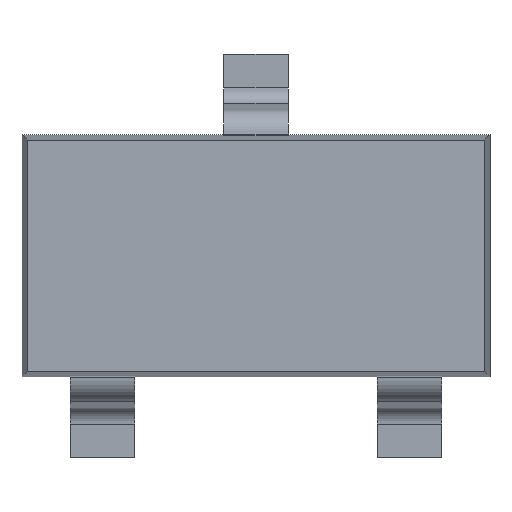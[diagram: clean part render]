
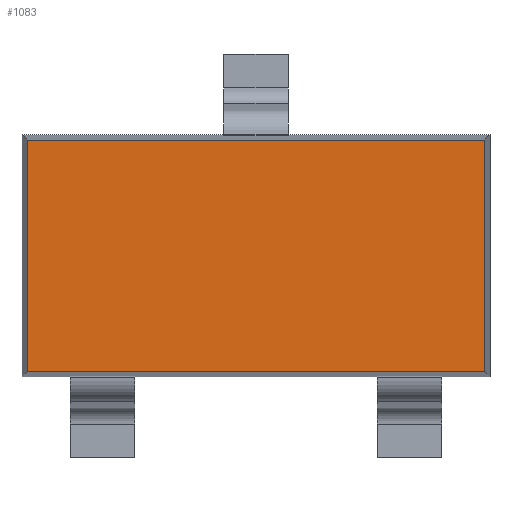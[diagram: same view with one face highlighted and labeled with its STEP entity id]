
A CAD part, top view. The second image highlights one B-rep face of the part: STEP entity #1083.
In plain terms, the highlighted planar face has unit normal (0, 0, 1).
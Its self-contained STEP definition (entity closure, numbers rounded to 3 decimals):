
#27 = VERTEX_POINT ( 'NONE', #963 ) ;
#44 = FACE_OUTER_BOUND ( 'NONE', #1408, .T. ) ;
#167 = CARTESIAN_POINT ( 'NONE',  ( 0., 0., 1.15 ) ) ;
#200 = EDGE_CURVE ( 'NONE', #1123, #1075, #998, .T. ) ;
#201 = VERTEX_POINT ( 'NONE', #1436 ) ;
#240 = DIRECTION ( 'NONE',  ( 0., -1., 0. ) ) ;
#319 = LINE ( 'NONE', #887, #1382 ) ;
#342 = ORIENTED_EDGE ( 'NONE', *, *, #200, .T. ) ;
#347 = CARTESIAN_POINT ( 'NONE',  ( 1.417, -0.717, 1.15 ) ) ;
#348 = LINE ( 'NONE', #1170, #359 ) ;
#359 = VECTOR ( 'NONE', #240, 1000. ) ;
#433 = EDGE_CURVE ( 'NONE', #1075, #201, #519, .T. ) ;
#504 = PLANE ( 'NONE',  #1215 ) ;
#519 = LINE ( 'NONE', #636, #888 ) ;
#610 = ORIENTED_EDGE ( 'NONE', *, *, #907, .T. ) ;
#635 = EDGE_CURVE ( 'NONE', #27, #1123, #348, .T. ) ;
#636 = CARTESIAN_POINT ( 'NONE',  ( 1.417, 0.75, 1.15 ) ) ;
#668 = DIRECTION ( 'NONE',  ( -1., 0., 0. ) ) ;
#732 = DIRECTION ( 'NONE',  ( 1., 0., 0. ) ) ;
#733 = CARTESIAN_POINT ( 'NONE',  ( 1.45, -0.717, 1.15 ) ) ;
#887 = CARTESIAN_POINT ( 'NONE',  ( -1.45, 0.717, 1.15 ) ) ;
#888 = VECTOR ( 'NONE', #1203, 1000. ) ;
#907 = EDGE_CURVE ( 'NONE', #201, #27, #319, .T. ) ;
#948 = ORIENTED_EDGE ( 'NONE', *, *, #433, .T. ) ;
#963 = CARTESIAN_POINT ( 'NONE',  ( -1.417, 0.717, 1.15 ) ) ;
#975 = DIRECTION ( 'NONE',  ( 0., 0., 1. ) ) ;
#998 = LINE ( 'NONE', #733, #1252 ) ;
#1075 = VERTEX_POINT ( 'NONE', #347 ) ;
#1083 = ADVANCED_FACE ( 'NONE', ( #44 ), #504, .T. ) ;
#1094 = CARTESIAN_POINT ( 'NONE',  ( -1.417, -0.717, 1.15 ) ) ;
#1123 = VERTEX_POINT ( 'NONE', #1094 ) ;
#1170 = CARTESIAN_POINT ( 'NONE',  ( -1.417, -0.75, 1.15 ) ) ;
#1200 = DIRECTION ( 'NONE',  ( 1., 0., 0. ) ) ;
#1203 = DIRECTION ( 'NONE',  ( 0., 1., 0. ) ) ;
#1215 = AXIS2_PLACEMENT_3D ( 'NONE', #167, #975, #732 ) ;
#1252 = VECTOR ( 'NONE', #1200, 1000. ) ;
#1382 = VECTOR ( 'NONE', #668, 1000. ) ;
#1408 = EDGE_LOOP ( 'NONE', ( #342, #948, #610, #1417 ) ) ;
#1417 = ORIENTED_EDGE ( 'NONE', *, *, #635, .T. ) ;
#1436 = CARTESIAN_POINT ( 'NONE',  ( 1.417, 0.717, 1.15 ) ) ;
